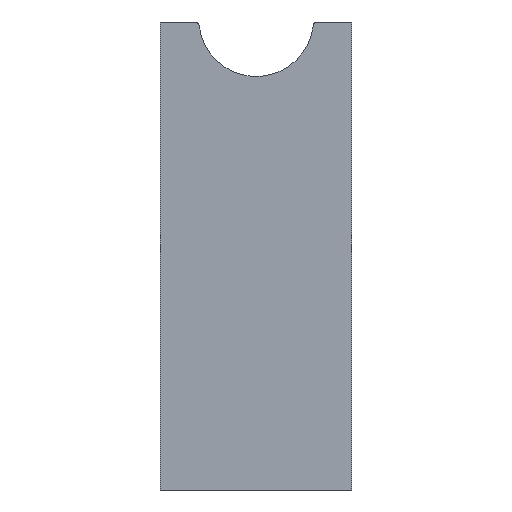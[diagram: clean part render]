
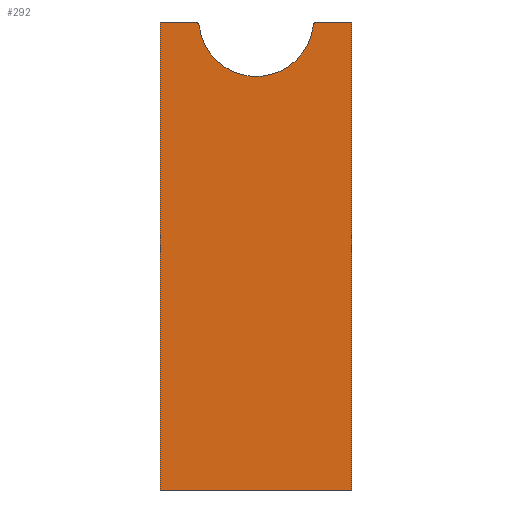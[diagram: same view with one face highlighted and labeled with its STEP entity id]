
A CAD part, left-side view. The second image highlights one B-rep face of the part: STEP entity #292.
In plain terms, the highlighted planar face has unit normal (-1, 0, 0).
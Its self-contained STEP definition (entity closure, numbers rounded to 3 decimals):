
#23=PLANE('',#338);
#44=FACE_OUTER_BOUND('',#62,.T.);
#62=EDGE_LOOP('',(#251,#252,#253,#254,#255,#256,#257,#258));
#83=LINE('',#493,#107);
#86=LINE('',#502,#110);
#87=LINE('',#505,#111);
#89=LINE('',#508,#113);
#90=LINE('',#509,#114);
#107=VECTOR('',#405,10.);
#110=VECTOR('',#414,10.);
#111=VECTOR('',#417,10.);
#113=VECTOR('',#421,10.);
#114=VECTOR('',#422,10.);
#125=CIRCLE('',#324,1.);
#129=CIRCLE('',#330,13.5);
#130=CIRCLE('',#332,1.);
#141=VERTEX_POINT('',#459);
#142=VERTEX_POINT('',#460);
#151=VERTEX_POINT('',#482);
#152=VERTEX_POINT('',#486);
#153=VERTEX_POINT('',#490);
#154=VERTEX_POINT('',#492);
#157=VERTEX_POINT('',#500);
#158=VERTEX_POINT('',#504);
#171=EDGE_CURVE('',#141,#142,#125,.T.);
#182=EDGE_CURVE('',#151,#142,#129,.T.);
#184=EDGE_CURVE('',#151,#152,#130,.T.);
#187=EDGE_CURVE('',#153,#154,#83,.T.);
#192=EDGE_CURVE('',#153,#157,#86,.T.);
#193=EDGE_CURVE('',#154,#158,#87,.T.);
#195=EDGE_CURVE('',#158,#141,#89,.T.);
#196=EDGE_CURVE('',#152,#157,#90,.T.);
#251=ORIENTED_EDGE('',*,*,#171,.F.);
#252=ORIENTED_EDGE('',*,*,#195,.F.);
#253=ORIENTED_EDGE('',*,*,#193,.F.);
#254=ORIENTED_EDGE('',*,*,#187,.F.);
#255=ORIENTED_EDGE('',*,*,#192,.T.);
#256=ORIENTED_EDGE('',*,*,#196,.F.);
#257=ORIENTED_EDGE('',*,*,#184,.F.);
#258=ORIENTED_EDGE('',*,*,#182,.T.);
#292=ADVANCED_FACE('',(#44),#23,.T.);
#324=AXIS2_PLACEMENT_3D('',#461,#375,#376);
#330=AXIS2_PLACEMENT_3D('',#483,#394,#395);
#332=AXIS2_PLACEMENT_3D('',#487,#399,#400);
#338=AXIS2_PLACEMENT_3D('',#507,#419,#420);
#375=DIRECTION('center_axis',(1.,0.,0.));
#376=DIRECTION('ref_axis',(0.,-0.665,0.747));
#394=DIRECTION('center_axis',(1.,0.,0.));
#395=DIRECTION('ref_axis',(0.,1.,0.));
#399=DIRECTION('center_axis',(1.,0.,0.));
#400=DIRECTION('ref_axis',(0.,0.665,0.747));
#405=DIRECTION('',(0.,1.,0.));
#414=DIRECTION('',(0.,0.,1.));
#417=DIRECTION('',(0.,0.,1.));
#419=DIRECTION('center_axis',(-1.,0.,0.));
#420=DIRECTION('ref_axis',(0.,-1.,0.));
#421=DIRECTION('',(0.,-1.,0.));
#422=DIRECTION('',(0.,-1.,0.));
#459=CARTESIAN_POINT('',(-82.5,72.357,66.6));
#460=CARTESIAN_POINT('',(-82.5,71.364,65.717));
#461=CARTESIAN_POINT('Origin',(-82.5,72.357,65.6));
#482=CARTESIAN_POINT('',(-82.5,44.548,65.717));
#483=CARTESIAN_POINT('Origin',(-82.5,57.956,67.293));
#486=CARTESIAN_POINT('',(-82.5,43.555,66.6));
#487=CARTESIAN_POINT('Origin',(-82.5,43.555,65.6));
#490=CARTESIAN_POINT('',(-82.5,35.5,-43.4));
#492=CARTESIAN_POINT('',(-82.5,80.5,-43.4));
#493=CARTESIAN_POINT('',(-82.5,35.5,-43.4));
#500=CARTESIAN_POINT('',(-82.5,35.5,66.6));
#502=CARTESIAN_POINT('',(-82.5,35.5,-43.4));
#504=CARTESIAN_POINT('',(-82.5,80.5,66.6));
#505=CARTESIAN_POINT('',(-82.5,80.5,-43.4));
#507=CARTESIAN_POINT('Origin',(-82.5,80.5,-43.4));
#508=CARTESIAN_POINT('',(-82.5,35.5,66.6));
#509=CARTESIAN_POINT('',(-82.5,35.5,66.6));
